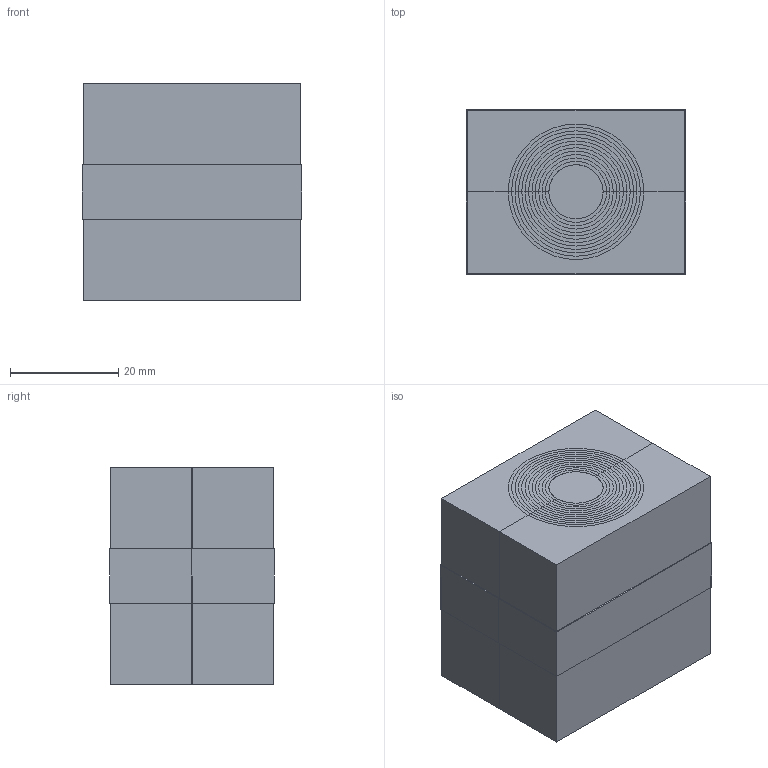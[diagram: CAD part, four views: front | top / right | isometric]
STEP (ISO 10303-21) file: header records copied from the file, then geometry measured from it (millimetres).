
FILE_DESCRIPTION(/* description */ (''),/* implementation_level */ '2;1');
FILE_NAME(/* name */ 'CX 30w40.stp',/* time_stamp */ '2025-05-30T13:28:50+02:00',/* author */ ('se-marfre'),/* organization */ (''),/* preprocessor_version */ 'ST-DEVELOPER v19.2',/* originating_system */ 'Autodesk Inventor 2023',/* authorisation */ '');
FILE_SCHEMA (('CONFIG_CONTROL_DESIGN'));
Length unit declared in the file: millimetre
Products named in the file (1): CX 30w40
Bounding box: 40.4 x 30.4 x 40 mm (x, y, z)
Volume: 48281.6 mm3; surface area: 22076.8 mm2
Topology: 7 solids, 7 shells, 139 faces, 287 edges, 162 vertices
Faces by surface type: plane 132, cylinder 7
Full cylindrical faces by diameter (mm): 10 x1
Entity records: 3756 total; most frequent: DIRECTION 625, CARTESIAN_POINT 589, ORIENTED_EDGE 574, EDGE_CURVE 287, LINE 229, VECTOR 229, AXIS2_PLACEMENT_3D 198, VERTEX_POINT 162
